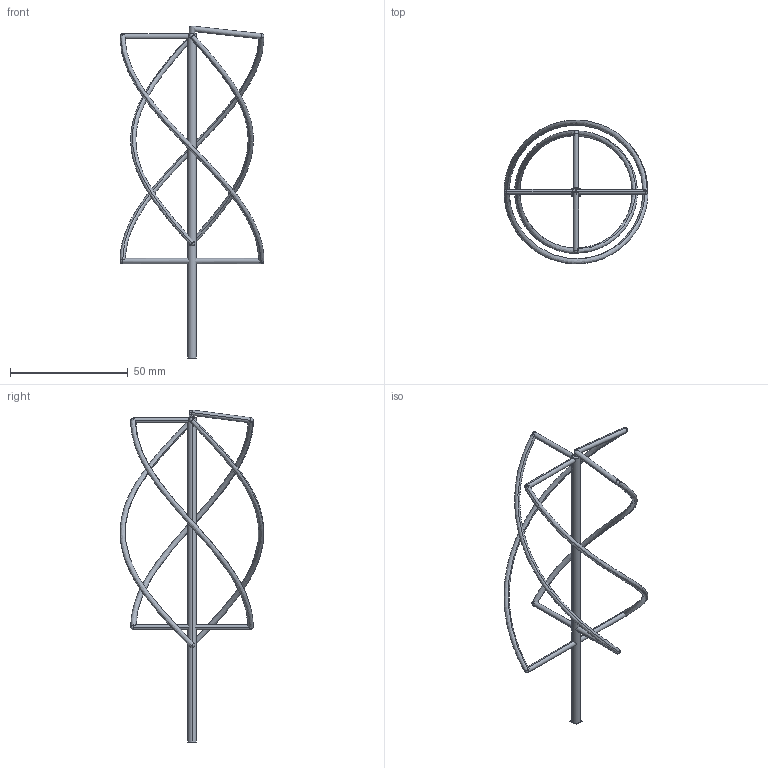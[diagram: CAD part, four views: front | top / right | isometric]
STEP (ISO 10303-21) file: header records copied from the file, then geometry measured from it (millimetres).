
FILE_DESCRIPTION(('STEP AP214'),'1');
FILE_NAME('QHA868.stp','2022-03-30T20:25:47',('vypocty'),(' '),'Spatial InterOp 3D','CST ACIS InterOp Converter 2021',' ');
FILE_SCHEMA(('AUTOMOTIVE_DESIGN { 1 0 10303 214 1 1 1 1 }'));
Length unit declared in the file: millimetre
Products named in the file (1): Coax|Coax_out
Bounding box: 61 x 60.88 x 140.74 mm (x, y, z)
Volume: 4219.6 mm3; surface area: 10079.9 mm2
Topology: 15 solids, 16 shells, 75 faces, 158 edges, 98 vertices
Faces by surface type: cylinder 32, plane 19, sphere 16, bspline 8
Entity records: 4768 total; most frequent: CARTESIAN_POINT 3037, DIRECTION 382, ORIENTED_EDGE 280, AXIS2_PLACEMENT_3D 175, EDGE_CURVE 142, VERTEX_POINT 98, CIRCLE 92, EDGE_LOOP 79
